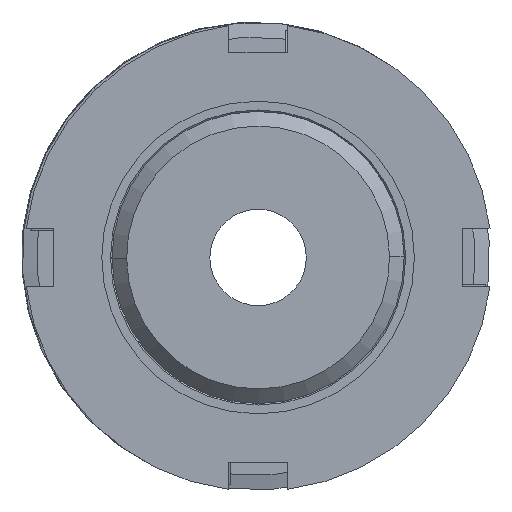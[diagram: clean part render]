
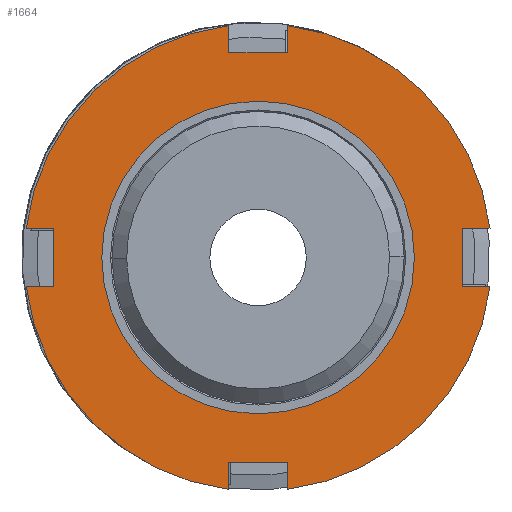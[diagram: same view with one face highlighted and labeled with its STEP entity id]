
A CAD part, front view. The second image highlights one B-rep face of the part: STEP entity #1664.
In plain terms, the highlighted planar face has unit normal (0, -1, 0).
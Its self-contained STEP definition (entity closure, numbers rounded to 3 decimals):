
#16 = DIRECTION ( 'NONE',  ( -1., 0., 0. ) ) ;
#23 = PLANE ( 'NONE',  #2502 ) ;
#31 = CARTESIAN_POINT ( 'NONE',  ( 2., -10.269, -15.875 ) ) ;
#51 = DIRECTION ( 'NONE',  ( 0., 1., 0. ) ) ;
#71 = ORIENTED_EDGE ( 'NONE', *, *, #1582, .F. ) ;
#86 = LINE ( 'NONE', #955, #3131 ) ;
#99 = ORIENTED_EDGE ( 'NONE', *, *, #2193, .T. ) ;
#133 = DIRECTION ( 'NONE',  ( -1., 0., 0. ) ) ;
#134 = VERTEX_POINT ( 'NONE', #1136 ) ;
#159 = LINE ( 'NONE', #418, #850 ) ;
#160 = DIRECTION ( 'NONE',  ( 1., 0., 0. ) ) ;
#188 = VERTEX_POINT ( 'NONE', #945 ) ;
#214 = VECTOR ( 'NONE', #2550, 1000. ) ;
#215 = CARTESIAN_POINT ( 'NONE',  ( 2., -10.269, 14. ) ) ;
#241 = DIRECTION ( 'NONE',  ( 1., 0., 0. ) ) ;
#244 = VECTOR ( 'NONE', #16, 1000. ) ;
#271 = ORIENTED_EDGE ( 'NONE', *, *, #1540, .F. ) ;
#282 = DIRECTION ( 'NONE',  ( -1., 0., 0. ) ) ;
#318 = CARTESIAN_POINT ( 'NONE',  ( -2., -10.269, 15.875 ) ) ;
#359 = ORIENTED_EDGE ( 'NONE', *, *, #2106, .F. ) ;
#417 = VECTOR ( 'NONE', #160, 1000. ) ;
#418 = CARTESIAN_POINT ( 'NONE',  ( -2., -10.269, 0. ) ) ;
#474 = VERTEX_POINT ( 'NONE', #215 ) ;
#501 = ORIENTED_EDGE ( 'NONE', *, *, #3123, .T. ) ;
#504 = ORIENTED_EDGE ( 'NONE', *, *, #3087, .T. ) ;
#524 = EDGE_CURVE ( 'NONE', #3377, #603, #2187, .T. ) ;
#525 = CARTESIAN_POINT ( 'NONE',  ( 10.7, -10.269, -2. ) ) ;
#546 = CARTESIAN_POINT ( 'NONE',  ( -14., -10.269, 0. ) ) ;
#553 = DIRECTION ( 'NONE',  ( 0., 0., -1. ) ) ;
#603 = VERTEX_POINT ( 'NONE', #31 ) ;
#638 = VERTEX_POINT ( 'NONE', #318 ) ;
#669 = ORIENTED_EDGE ( 'NONE', *, *, #3403, .F. ) ;
#694 = CARTESIAN_POINT ( 'NONE',  ( 10.7, -10.269, 2. ) ) ;
#726 = FACE_OUTER_BOUND ( 'NONE', #1188, .T. ) ;
#749 = ORIENTED_EDGE ( 'NONE', *, *, #2636, .F. ) ;
#795 = EDGE_CURVE ( 'NONE', #188, #2946, #1759, .T. ) ;
#816 = CARTESIAN_POINT ( 'NONE',  ( 2., -10.269, 0. ) ) ;
#825 = DIRECTION ( 'NONE',  ( 0., 1., 0. ) ) ;
#837 = EDGE_CURVE ( 'NONE', #1765, #1722, #86, .T. ) ;
#844 = CARTESIAN_POINT ( 'NONE',  ( 10.7, -10.269, -2. ) ) ;
#850 = VECTOR ( 'NONE', #1218, 1000. ) ;
#895 = LINE ( 'NONE', #1800, #214 ) ;
#940 = CARTESIAN_POINT ( 'NONE',  ( 15.875, -10.269, -2. ) ) ;
#945 = CARTESIAN_POINT ( 'NONE',  ( 14., -10.269, 2. ) ) ;
#946 = EDGE_CURVE ( 'NONE', #1904, #2818, #895, .T. ) ;
#955 = CARTESIAN_POINT ( 'NONE',  ( 10.7, -10.269, 2. ) ) ;
#959 = CARTESIAN_POINT ( 'NONE',  ( -2., -10.269, 0. ) ) ;
#1037 = ORIENTED_EDGE ( 'NONE', *, *, #2409, .F. ) ;
#1063 = EDGE_CURVE ( 'NONE', #1722, #638, #1099, .T. ) ;
#1077 = DIRECTION ( 'NONE',  ( -1., 0., 0. ) ) ;
#1099 = CIRCLE ( 'NONE', #1311, 16. ) ;
#1107 = CARTESIAN_POINT ( 'NONE',  ( 10.7, -10.269, 0. ) ) ;
#1136 = CARTESIAN_POINT ( 'NONE',  ( -10.7, -10.269, 0. ) ) ;
#1188 = EDGE_LOOP ( 'NONE', ( #1591, #359, #504, #669, #1037, #2805, #99, #2349, #2468, #71, #1477, #749, #2164, #271, #2033, #2281 ) ) ;
#1207 = CARTESIAN_POINT ( 'NONE',  ( -2., -10.269, 14. ) ) ;
#1218 = DIRECTION ( 'NONE',  ( 0., 0., -1. ) ) ;
#1251 = EDGE_CURVE ( 'NONE', #3258, #3377, #2417, .T. ) ;
#1311 = AXIS2_PLACEMENT_3D ( 'NONE', #2132, #2892, #3159 ) ;
#1333 = DIRECTION ( 'NONE',  ( 0., 0., 1. ) ) ;
#1345 = CARTESIAN_POINT ( 'NONE',  ( 14., -10.269, 0. ) ) ;
#1355 = DIRECTION ( 'NONE',  ( 0., 0., -1. ) ) ;
#1400 = VERTEX_POINT ( 'NONE', #2535 ) ;
#1402 = CARTESIAN_POINT ( 'NONE',  ( -14., -10.269, 2. ) ) ;
#1405 = VERTEX_POINT ( 'NONE', #1207 ) ;
#1462 = VECTOR ( 'NONE', #1333, 1000. ) ;
#1477 = ORIENTED_EDGE ( 'NONE', *, *, #795, .T. ) ;
#1487 = VERTEX_POINT ( 'NONE', #1750 ) ;
#1509 = VECTOR ( 'NONE', #241, 1000. ) ;
#1540 = EDGE_CURVE ( 'NONE', #1405, #474, #2217, .T. ) ;
#1582 = EDGE_CURVE ( 'NONE', #188, #3258, #3124, .T. ) ;
#1591 = ORIENTED_EDGE ( 'NONE', *, *, #837, .F. ) ;
#1598 = DIRECTION ( 'NONE',  ( 0., 0., 1. ) ) ;
#1653 = CIRCLE ( 'NONE', #2354, 10.7 ) ;
#1657 = CIRCLE ( 'NONE', #2975, 10.7 ) ;
#1664 = ADVANCED_FACE ( 'NONE', ( #2092, #726 ), #23, .F. ) ;
#1689 = DIRECTION ( 'NONE',  ( 0., 1., 0. ) ) ;
#1708 = VECTOR ( 'NONE', #1355, 1000. ) ;
#1712 = VECTOR ( 'NONE', #3245, 1000. ) ;
#1722 = VERTEX_POINT ( 'NONE', #2717 ) ;
#1750 = CARTESIAN_POINT ( 'NONE',  ( -2., -10.269, -15.875 ) ) ;
#1752 = VECTOR ( 'NONE', #2293, 1000. ) ;
#1759 = LINE ( 'NONE', #694, #417 ) ;
#1765 = VERTEX_POINT ( 'NONE', #1402 ) ;
#1800 = CARTESIAN_POINT ( 'NONE',  ( 0., -10.269, -14. ) ) ;
#1802 = DIRECTION ( 'NONE',  ( -1., 0., 0. ) ) ;
#1837 = DIRECTION ( 'NONE',  ( 0., 1., 0. ) ) ;
#1904 = VERTEX_POINT ( 'NONE', #3328 ) ;
#1942 = CARTESIAN_POINT ( 'NONE',  ( -2., -10.269, -14. ) ) ;
#1944 = EDGE_CURVE ( 'NONE', #1405, #638, #3360, .T. ) ;
#1953 = VERTEX_POINT ( 'NONE', #2017 ) ;
#2017 = CARTESIAN_POINT ( 'NONE',  ( 2., -10.269, 15.875 ) ) ;
#2033 = ORIENTED_EDGE ( 'NONE', *, *, #1944, .T. ) ;
#2043 = VECTOR ( 'NONE', #1598, 1000. ) ;
#2092 = FACE_BOUND ( 'NONE', #3388, .T. ) ;
#2105 = ORIENTED_EDGE ( 'NONE', *, *, #2758, .T. ) ;
#2106 = EDGE_CURVE ( 'NONE', #3059, #1765, #2332, .T. ) ;
#2107 = DIRECTION ( 'NONE',  ( 0., 1., 0. ) ) ;
#2132 = CARTESIAN_POINT ( 'NONE',  ( 0., -10.269, 0. ) ) ;
#2164 = ORIENTED_EDGE ( 'NONE', *, *, #2736, .F. ) ;
#2168 = LINE ( 'NONE', #525, #244 ) ;
#2187 = CIRCLE ( 'NONE', #3277, 16. ) ;
#2193 = EDGE_CURVE ( 'NONE', #1904, #603, #2790, .T. ) ;
#2209 = AXIS2_PLACEMENT_3D ( 'NONE', #2360, #2380, #2617 ) ;
#2217 = LINE ( 'NONE', #2573, #1509 ) ;
#2271 = VERTEX_POINT ( 'NONE', #1107 ) ;
#2281 = ORIENTED_EDGE ( 'NONE', *, *, #1063, .F. ) ;
#2293 = DIRECTION ( 'NONE',  ( 0., 0., 1. ) ) ;
#2332 = LINE ( 'NONE', #546, #1462 ) ;
#2349 = ORIENTED_EDGE ( 'NONE', *, *, #524, .F. ) ;
#2354 = AXIS2_PLACEMENT_3D ( 'NONE', #2377, #51, #282 ) ;
#2360 = CARTESIAN_POINT ( 'NONE',  ( 0., -10.269, 0. ) ) ;
#2377 = CARTESIAN_POINT ( 'NONE',  ( 0., -10.269, 0. ) ) ;
#2380 = DIRECTION ( 'NONE',  ( 0., 1., 0. ) ) ;
#2382 = CARTESIAN_POINT ( 'NONE',  ( 10.7, -10.269, 0. ) ) ;
#2389 = CARTESIAN_POINT ( 'NONE',  ( 14., -10.269, -2. ) ) ;
#2409 = EDGE_CURVE ( 'NONE', #2818, #1487, #159, .T. ) ;
#2417 = LINE ( 'NONE', #844, #1712 ) ;
#2419 = AXIS2_PLACEMENT_3D ( 'NONE', #3050, #1689, #133 ) ;
#2468 = ORIENTED_EDGE ( 'NONE', *, *, #1251, .F. ) ;
#2502 = AXIS2_PLACEMENT_3D ( 'NONE', #2382, #2107, #2652 ) ;
#2535 = CARTESIAN_POINT ( 'NONE',  ( -15.875, -10.269, -2. ) ) ;
#2550 = DIRECTION ( 'NONE',  ( -1., 0., 0. ) ) ;
#2573 = CARTESIAN_POINT ( 'NONE',  ( 0., -10.269, 14. ) ) ;
#2617 = DIRECTION ( 'NONE',  ( -1., 0., 0. ) ) ;
#2636 = EDGE_CURVE ( 'NONE', #1953, #2946, #2915, .T. ) ;
#2652 = DIRECTION ( 'NONE',  ( -1., 0., 0. ) ) ;
#2663 = CARTESIAN_POINT ( 'NONE',  ( 0., -10.269, 0. ) ) ;
#2717 = CARTESIAN_POINT ( 'NONE',  ( -15.875, -10.269, 2. ) ) ;
#2736 = EDGE_CURVE ( 'NONE', #474, #1953, #3241, .T. ) ;
#2758 = EDGE_CURVE ( 'NONE', #2271, #134, #1657, .T. ) ;
#2777 = CIRCLE ( 'NONE', #2419, 16. ) ;
#2790 = LINE ( 'NONE', #3389, #3400 ) ;
#2805 = ORIENTED_EDGE ( 'NONE', *, *, #946, .F. ) ;
#2810 = CARTESIAN_POINT ( 'NONE',  ( 15.875, -10.269, 2. ) ) ;
#2818 = VERTEX_POINT ( 'NONE', #1942 ) ;
#2855 = CARTESIAN_POINT ( 'NONE',  ( -14., -10.269, -2. ) ) ;
#2892 = DIRECTION ( 'NONE',  ( 0., 1., 0. ) ) ;
#2915 = CIRCLE ( 'NONE', #2209, 16. ) ;
#2946 = VERTEX_POINT ( 'NONE', #2810 ) ;
#2975 = AXIS2_PLACEMENT_3D ( 'NONE', #2663, #825, #1077 ) ;
#3050 = CARTESIAN_POINT ( 'NONE',  ( 0., -10.269, 0. ) ) ;
#3059 = VERTEX_POINT ( 'NONE', #2855 ) ;
#3061 = DIRECTION ( 'NONE',  ( -1., 0., 0. ) ) ;
#3087 = EDGE_CURVE ( 'NONE', #3059, #1400, #2168, .T. ) ;
#3123 = EDGE_CURVE ( 'NONE', #134, #2271, #1653, .T. ) ;
#3124 = LINE ( 'NONE', #1345, #1708 ) ;
#3131 = VECTOR ( 'NONE', #3061, 1000. ) ;
#3159 = DIRECTION ( 'NONE',  ( -1., 0., 0. ) ) ;
#3241 = LINE ( 'NONE', #816, #2043 ) ;
#3245 = DIRECTION ( 'NONE',  ( 1., 0., 0. ) ) ;
#3258 = VERTEX_POINT ( 'NONE', #2389 ) ;
#3277 = AXIS2_PLACEMENT_3D ( 'NONE', #3384, #1837, #1802 ) ;
#3328 = CARTESIAN_POINT ( 'NONE',  ( 2., -10.269, -14. ) ) ;
#3360 = LINE ( 'NONE', #959, #1752 ) ;
#3377 = VERTEX_POINT ( 'NONE', #940 ) ;
#3384 = CARTESIAN_POINT ( 'NONE',  ( 0., -10.269, 0. ) ) ;
#3388 = EDGE_LOOP ( 'NONE', ( #501, #2105 ) ) ;
#3389 = CARTESIAN_POINT ( 'NONE',  ( 2., -10.269, 0. ) ) ;
#3400 = VECTOR ( 'NONE', #553, 1000. ) ;
#3403 = EDGE_CURVE ( 'NONE', #1487, #1400, #2777, .T. ) ;
